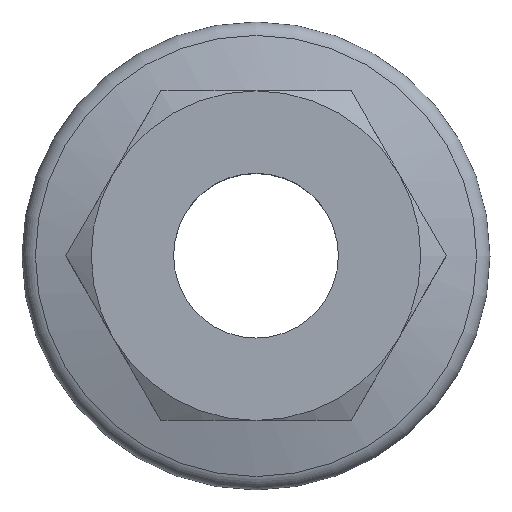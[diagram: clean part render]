
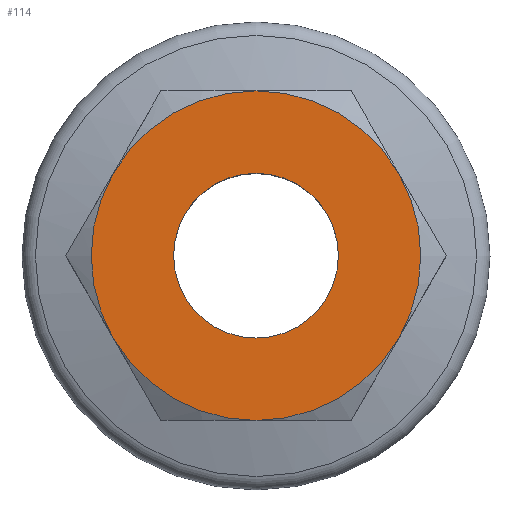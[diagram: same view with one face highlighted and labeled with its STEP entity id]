
A CAD part, top view. The second image highlights one B-rep face of the part: STEP entity #114.
In plain terms, the highlighted planar face has unit normal (0, 0, 1).
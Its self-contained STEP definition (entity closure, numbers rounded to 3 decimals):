
#114=ADVANCED_FACE('',(#136,#137),#138,.T.);
#136=FACE_OUTER_BOUND('',#175,.T.);
#137=FACE_BOUND('',#176,.T.);
#138=PLANE('',#177);
#175=EDGE_LOOP('',(#231,#232,#233,#234,#235,#236));
#176=EDGE_LOOP('',(#237));
#177=AXIS2_PLACEMENT_3D('',#238,#239,#240);
#231=ORIENTED_EDGE('',*,*,#340,.F.);
#232=ORIENTED_EDGE('',*,*,#341,.F.);
#233=ORIENTED_EDGE('',*,*,#342,.F.);
#234=ORIENTED_EDGE('',*,*,#327,.F.);
#235=ORIENTED_EDGE('',*,*,#343,.F.);
#236=ORIENTED_EDGE('',*,*,#344,.F.);
#237=ORIENTED_EDGE('',*,*,#345,.F.);
#238=CARTESIAN_POINT('',(0.0,0.0,6.0));
#239=DIRECTION('',(0.0,0.0,1.0));
#240=DIRECTION('',(1.0,0.0,0.0));
#327=EDGE_CURVE('',#361,#363,#364,.T.);
#340=EDGE_CURVE('',#387,#388,#389,.T.);
#341=EDGE_CURVE('',#390,#387,#391,.T.);
#342=EDGE_CURVE('',#363,#390,#392,.T.);
#343=EDGE_CURVE('',#367,#361,#393,.T.);
#344=EDGE_CURVE('',#388,#367,#394,.T.);
#345=EDGE_CURVE('',#395,#395,#396,.T.);
#361=VERTEX_POINT('',#417);
#363=VERTEX_POINT('',#422);
#364=CIRCLE('',#423,5.0);
#367=VERTEX_POINT('',#431);
#387=VERTEX_POINT('',#493);
#388=VERTEX_POINT('',#494);
#389=CIRCLE('',#495,5.0);
#390=VERTEX_POINT('',#496);
#391=CIRCLE('',#497,5.0);
#392=CIRCLE('',#498,5.0);
#393=CIRCLE('',#499,5.0);
#394=CIRCLE('',#500,5.0);
#395=VERTEX_POINT('',#501);
#396=CIRCLE('',#502,2.5);
#417=CARTESIAN_POINT('',(4.33,-2.5,6.0));
#422=CARTESIAN_POINT('',(0.0,-5.0,6.0));
#423=AXIS2_PLACEMENT_3D('',#568,#569,#570);
#431=CARTESIAN_POINT('',(4.33,2.5,6.0));
#493=CARTESIAN_POINT('',(-4.33,2.5,6.0));
#494=CARTESIAN_POINT('',(0.,5.0,6.0));
#495=AXIS2_PLACEMENT_3D('',#576,#577,#578);
#496=CARTESIAN_POINT('',(-4.33,-2.5,6.0));
#497=AXIS2_PLACEMENT_3D('',#579,#580,#581);
#498=AXIS2_PLACEMENT_3D('',#582,#583,#584);
#499=AXIS2_PLACEMENT_3D('',#585,#586,#587);
#500=AXIS2_PLACEMENT_3D('',#588,#589,#590);
#501=CARTESIAN_POINT('',(2.5,0.0,6.0));
#502=AXIS2_PLACEMENT_3D('',#591,#592,#593);
#568=CARTESIAN_POINT('',(0.0,0.0,6.0));
#569=DIRECTION('',(0.0,0.0,-1.0));
#570=DIRECTION('',(-1.0,0.0,0.0));
#576=CARTESIAN_POINT('',(0.0,0.0,6.0));
#577=DIRECTION('',(0.0,0.0,-1.0));
#578=DIRECTION('',(-1.0,0.0,0.0));
#579=CARTESIAN_POINT('',(0.0,0.0,6.0));
#580=DIRECTION('',(0.0,0.0,-1.0));
#581=DIRECTION('',(-1.0,0.0,0.0));
#582=CARTESIAN_POINT('',(0.0,0.0,6.0));
#583=DIRECTION('',(0.0,0.0,-1.0));
#584=DIRECTION('',(-1.0,0.0,0.0));
#585=CARTESIAN_POINT('',(0.0,0.0,6.0));
#586=DIRECTION('',(0.0,0.0,-1.0));
#587=DIRECTION('',(-1.0,0.0,0.0));
#588=CARTESIAN_POINT('',(0.0,0.0,6.0));
#589=DIRECTION('',(0.0,0.0,-1.0));
#590=DIRECTION('',(-1.0,0.0,0.0));
#591=CARTESIAN_POINT('',(0.0,0.0,6.0));
#592=DIRECTION('',(0.0,0.0,1.0));
#593=DIRECTION('',(1.0,0.0,0.0));
